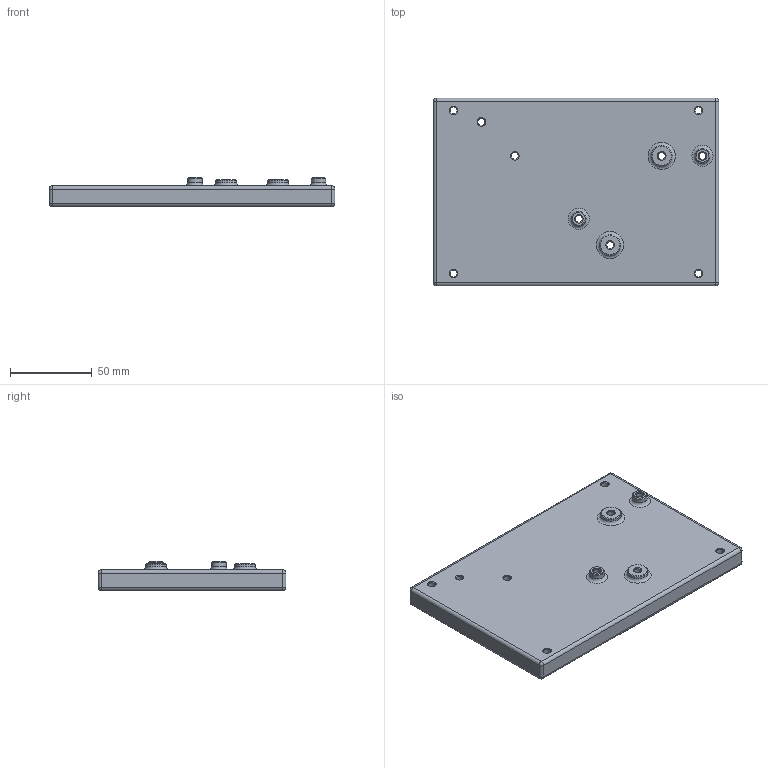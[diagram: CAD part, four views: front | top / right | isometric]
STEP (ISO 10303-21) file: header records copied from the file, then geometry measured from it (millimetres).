
FILE_DESCRIPTION(('FreeCAD Model'),'2;1');
FILE_NAME('spectro-plate-rev1.step','2019-03-23T17:07:16',('Author'),(''), 'Open CASCADE STEP processor 6.8','FreeCAD','Unknown');
FILE_SCHEMA(('AUTOMOTIVE_DESIGN_CC2 { 1 2 10303 214 -1 1 5 4 }'));
Length unit declared in the file: millimetre
Products named in the file (2): ASSEMBLY; Fillet001
Assembly tree (1 placements, depth 2):
  ASSEMBLY
    Fillet001
Bounding box: 175 x 115 x 17.8 mm (x, y, z)
Volume: 253350.3 mm3; surface area: 48800.2 mm2
Topology: 1 solids, 1 shells, 82 faces, 172 edges, 90 vertices
Faces by surface type: cylinder 32, cone 26, plane 12, sphere 8, torus 4
Full cylindrical faces by diameter (mm): 4.3 x14, 8.9 x2, 10 x2, 12.7 x2
Entity records: 4253 total; most frequent: CARTESIAN_POINT 830, DIRECTION 650, ORIENTED_EDGE 328, PCURVE 328, DEFINITIONAL_REPRESENTATION 328, LINE 274, VECTOR 274, AXIS2_PLACEMENT_3D 178
